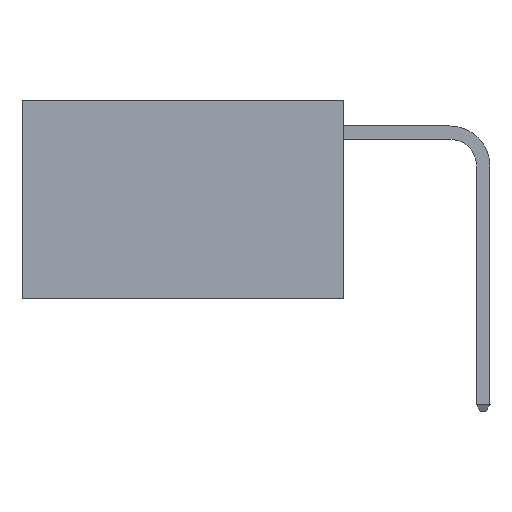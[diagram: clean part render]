
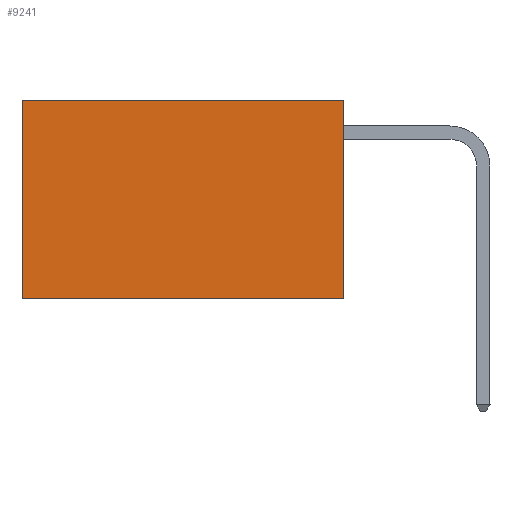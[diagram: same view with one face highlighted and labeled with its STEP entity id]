
A CAD part, left-side view. The second image highlights one B-rep face of the part: STEP entity #9241.
In plain terms, the highlighted planar face has unit normal (-1, 0, 0).
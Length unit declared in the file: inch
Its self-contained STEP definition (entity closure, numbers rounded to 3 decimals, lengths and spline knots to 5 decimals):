
#148 = CARTESIAN_POINT ( 'NONE',  ( 0.2625, 0.6, -0.37 ) ) ;
#604 = CARTESIAN_POINT ( 'NONE',  ( 0.2625, 0., -0.37 ) ) ;
#1096 = VECTOR ( 'NONE', #3420, 39.37008 ) ;
#1716 = EDGE_LOOP ( 'NONE', ( #13454, #8994, #8192, #10459 ) ) ;
#1792 = VERTEX_POINT ( 'NONE', #12794 ) ;
#1793 = CARTESIAN_POINT ( 'NONE',  ( 0.2625, 0.6, 0. ) ) ;
#2413 = PLANE ( 'NONE',  #10404 ) ;
#2489 = CARTESIAN_POINT ( 'NONE',  ( 0.2625, 0., 0. ) ) ;
#3087 = EDGE_CURVE ( 'NONE', #10074, #11152, #4441, .T. ) ;
#3122 = DIRECTION ( 'NONE',  ( 0., 0., -1. ) ) ;
#3331 = CARTESIAN_POINT ( 'NONE',  ( 0.2625, 0., 0. ) ) ;
#3420 = DIRECTION ( 'NONE',  ( 0., 1., 0. ) ) ;
#4441 = LINE ( 'NONE', #15265, #16710 ) ;
#4904 = VERTEX_POINT ( 'NONE', #148 ) ;
#5156 = FACE_OUTER_BOUND ( 'NONE', #1716, .T. ) ;
#7367 = LINE ( 'NONE', #604, #10198 ) ;
#7641 = DIRECTION ( 'NONE',  ( 1., 0., 0. ) ) ;
#8192 = ORIENTED_EDGE ( 'NONE', *, *, #3087, .F. ) ;
#8722 = LINE ( 'NONE', #1793, #10358 ) ;
#8994 = ORIENTED_EDGE ( 'NONE', *, *, #17580, .F. ) ;
#9241 = ADVANCED_FACE ( 'NONE', ( #5156 ), #2413, .F. ) ;
#10074 = VERTEX_POINT ( 'NONE', #10996 ) ;
#10198 = VECTOR ( 'NONE', #15167, 39.37008 ) ;
#10283 = EDGE_CURVE ( 'NONE', #10074, #1792, #15555, .T. ) ;
#10358 = VECTOR ( 'NONE', #14171, 39.37008 ) ;
#10404 = AXIS2_PLACEMENT_3D ( 'NONE', #2489, #7641, #10592 ) ;
#10459 = ORIENTED_EDGE ( 'NONE', *, *, #10283, .T. ) ;
#10592 = DIRECTION ( 'NONE',  ( 0., 0., -1. ) ) ;
#10996 = CARTESIAN_POINT ( 'NONE',  ( 0.2625, 0., 0. ) ) ;
#11152 = VERTEX_POINT ( 'NONE', #13166 ) ;
#12632 = EDGE_CURVE ( 'NONE', #1792, #4904, #8722, .T. ) ;
#12794 = CARTESIAN_POINT ( 'NONE',  ( 0.2625, 0.6, 0. ) ) ;
#13166 = CARTESIAN_POINT ( 'NONE',  ( 0.2625, 0., -0.37 ) ) ;
#13454 = ORIENTED_EDGE ( 'NONE', *, *, #12632, .T. ) ;
#14171 = DIRECTION ( 'NONE',  ( 0., 0., -1. ) ) ;
#15167 = DIRECTION ( 'NONE',  ( 0., 1., 0. ) ) ;
#15265 = CARTESIAN_POINT ( 'NONE',  ( 0.2625, 0., 0. ) ) ;
#15555 = LINE ( 'NONE', #3331, #1096 ) ;
#16710 = VECTOR ( 'NONE', #3122, 39.37008 ) ;
#17580 = EDGE_CURVE ( 'NONE', #11152, #4904, #7367, .T. ) ;
